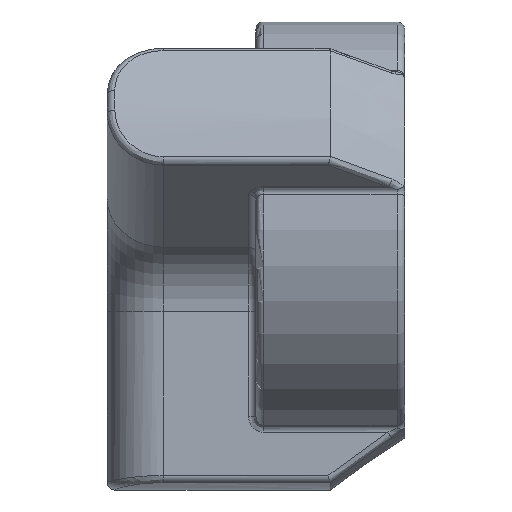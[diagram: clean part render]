
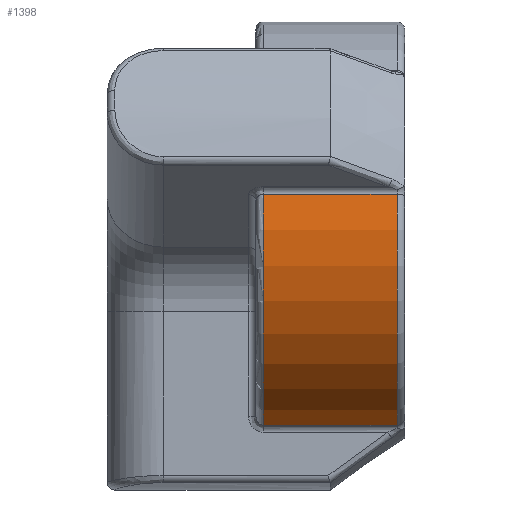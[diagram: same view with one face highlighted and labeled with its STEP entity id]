
A CAD part, left-side view. The second image highlights one B-rep face of the part: STEP entity #1398.
In plain terms, the highlighted cylindrical face has radius 35.56 mm (diameter 71.12 mm), a partial arc.
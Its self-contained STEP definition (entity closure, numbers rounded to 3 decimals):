
#1398 = ADVANCED_FACE('',(#1399),#1413,.T.);
#1399 = FACE_BOUND('',#1400,.T.);
#1400 = EDGE_LOOP('',(#1401,#1436,#1465,#1493));
#1401 = ORIENTED_EDGE('',*,*,#1402,.T.);
#1402 = EDGE_CURVE('',#1403,#1405,#1407,.T.);
#1403 = VERTEX_POINT('',#1404);
#1404 = CARTESIAN_POINT('',(-12.262,24.13,-33.379));
#1405 = VERTEX_POINT('',#1406);
#1406 = CARTESIAN_POINT('',(-12.262,1.27,-33.379));
#1407 = SURFACE_CURVE('',#1408,(#1412,#1424),.PCURVE_S1.);
#1408 = LINE('',#1409,#1410);
#1409 = CARTESIAN_POINT('',(-12.262,0.,-33.379));
#1410 = VECTOR('',#1411,1.);
#1411 = DIRECTION('',(0.,-1.,0.));
#1412 = PCURVE('',#1413,#1418);
#1413 = CYLINDRICAL_SURFACE('',#1414,35.56);
#1414 = AXIS2_PLACEMENT_3D('',#1415,#1416,#1417);
#1415 = CARTESIAN_POINT('',(0.,0.,0.));
#1416 = DIRECTION('',(0.,1.,0.));
#1417 = DIRECTION('',(0.,0.,1.));
#1418 = DEFINITIONAL_REPRESENTATION('',(#1419),#1423);
#1419 = LINE('',#1420,#1421);
#1420 = CARTESIAN_POINT('',(3.494,0.));
#1421 = VECTOR('',#1422,1.);
#1422 = DIRECTION('',(0.,-1.));
#1423 = ( GEOMETRIC_REPRESENTATION_CONTEXT(2) 
PARAMETRIC_REPRESENTATION_CONTEXT() REPRESENTATION_CONTEXT('2D SPACE',''
  ) );
#1424 = PCURVE('',#1425,#1430);
#1425 = CYLINDRICAL_SURFACE('',#1426,1.27);
#1426 = AXIS2_PLACEMENT_3D('',#1427,#1428,#1429);
#1427 = CARTESIAN_POINT('',(-12.7,0.,-34.571));
#1428 = DIRECTION('',(0.,1.,0.));
#1429 = DIRECTION('',(0.,0.,1.));
#1430 = DEFINITIONAL_REPRESENTATION('',(#1431),#1435);
#1431 = LINE('',#1432,#1433);
#1432 = CARTESIAN_POINT('',(0.352,0.));
#1433 = VECTOR('',#1434,1.);
#1434 = DIRECTION('',(0.,-1.));
#1435 = ( GEOMETRIC_REPRESENTATION_CONTEXT(2) 
PARAMETRIC_REPRESENTATION_CONTEXT() REPRESENTATION_CONTEXT('2D SPACE',''
  ) );
#1436 = ORIENTED_EDGE('',*,*,#1437,.T.);
#1437 = EDGE_CURVE('',#1405,#1438,#1440,.T.);
#1438 = VERTEX_POINT('',#1439);
#1439 = CARTESIAN_POINT('',(-35.038,1.27,6.07));
#1440 = SURFACE_CURVE('',#1441,(#1446,#1453),.PCURVE_S1.);
#1441 = CIRCLE('',#1442,35.56);
#1442 = AXIS2_PLACEMENT_3D('',#1443,#1444,#1445);
#1443 = CARTESIAN_POINT('',(0.,1.27,0.));
#1444 = DIRECTION('',(0.,1.,0.));
#1445 = DIRECTION('',(0.,0.,-1.));
#1446 = PCURVE('',#1413,#1447);
#1447 = DEFINITIONAL_REPRESENTATION('',(#1448),#1452);
#1448 = LINE('',#1449,#1450);
#1449 = CARTESIAN_POINT('',(3.142,1.27));
#1450 = VECTOR('',#1451,1.);
#1451 = DIRECTION('',(1.,0.));
#1452 = ( GEOMETRIC_REPRESENTATION_CONTEXT(2) 
PARAMETRIC_REPRESENTATION_CONTEXT() REPRESENTATION_CONTEXT('2D SPACE',''
  ) );
#1453 = PCURVE('',#1454,#1459);
#1454 = TOROIDAL_SURFACE('',#1455,34.29,1.27);
#1455 = AXIS2_PLACEMENT_3D('',#1456,#1457,#1458);
#1456 = CARTESIAN_POINT('',(0.,1.27,0.));
#1457 = DIRECTION('',(0.,-1.,0.));
#1458 = DIRECTION('',(0.,0.,-1.));
#1459 = DEFINITIONAL_REPRESENTATION('',(#1460),#1464);
#1460 = LINE('',#1461,#1462);
#1461 = CARTESIAN_POINT('',(6.283,0.));
#1462 = VECTOR('',#1463,1.);
#1463 = DIRECTION('',(-1.,0.));
#1464 = ( GEOMETRIC_REPRESENTATION_CONTEXT(2) 
PARAMETRIC_REPRESENTATION_CONTEXT() REPRESENTATION_CONTEXT('2D SPACE',''
  ) );
#1465 = ORIENTED_EDGE('',*,*,#1466,.T.);
#1466 = EDGE_CURVE('',#1438,#1467,#1469,.T.);
#1467 = VERTEX_POINT('',#1468);
#1468 = CARTESIAN_POINT('',(-35.038,24.13,6.07));
#1469 = SURFACE_CURVE('',#1470,(#1474,#1481),.PCURVE_S1.);
#1470 = LINE('',#1471,#1472);
#1471 = CARTESIAN_POINT('',(-35.038,0.,6.07));
#1472 = VECTOR('',#1473,1.);
#1473 = DIRECTION('',(0.,1.,0.));
#1474 = PCURVE('',#1413,#1475);
#1475 = DEFINITIONAL_REPRESENTATION('',(#1476),#1480);
#1476 = LINE('',#1477,#1478);
#1477 = CARTESIAN_POINT('',(4.884,0.));
#1478 = VECTOR('',#1479,1.);
#1479 = DIRECTION('',(0.,1.));
#1480 = ( GEOMETRIC_REPRESENTATION_CONTEXT(2) 
PARAMETRIC_REPRESENTATION_CONTEXT() REPRESENTATION_CONTEXT('2D SPACE',''
  ) );
#1481 = PCURVE('',#1482,#1487);
#1482 = CYLINDRICAL_SURFACE('',#1483,1.27);
#1483 = AXIS2_PLACEMENT_3D('',#1484,#1485,#1486);
#1484 = CARTESIAN_POINT('',(-36.289,0.,6.287));
#1485 = DIRECTION('',(0.,1.,0.));
#1486 = DIRECTION('',(0.,0.,1.));
#1487 = DEFINITIONAL_REPRESENTATION('',(#1488),#1492);
#1488 = LINE('',#1489,#1490);
#1489 = CARTESIAN_POINT('',(1.742,0.));
#1490 = VECTOR('',#1491,1.);
#1491 = DIRECTION('',(0.,1.));
#1492 = ( GEOMETRIC_REPRESENTATION_CONTEXT(2) 
PARAMETRIC_REPRESENTATION_CONTEXT() REPRESENTATION_CONTEXT('2D SPACE',''
  ) );
#1493 = ORIENTED_EDGE('',*,*,#1494,.T.);
#1494 = EDGE_CURVE('',#1467,#1403,#1495,.T.);
#1495 = SURFACE_CURVE('',#1496,(#1501,#1508),.PCURVE_S1.);
#1496 = CIRCLE('',#1497,35.56);
#1497 = AXIS2_PLACEMENT_3D('',#1498,#1499,#1500);
#1498 = CARTESIAN_POINT('',(0.,24.13,0.));
#1499 = DIRECTION('',(0.,-1.,0.));
#1500 = DIRECTION('',(0.,0.,1.));
#1501 = PCURVE('',#1413,#1502);
#1502 = DEFINITIONAL_REPRESENTATION('',(#1503),#1507);
#1503 = LINE('',#1504,#1505);
#1504 = CARTESIAN_POINT('',(6.283,24.13));
#1505 = VECTOR('',#1506,1.);
#1506 = DIRECTION('',(-1.,0.));
#1507 = ( GEOMETRIC_REPRESENTATION_CONTEXT(2) 
PARAMETRIC_REPRESENTATION_CONTEXT() REPRESENTATION_CONTEXT('2D SPACE',''
  ) );
#1508 = PCURVE('',#1509,#1514);
#1509 = TOROIDAL_SURFACE('',#1510,34.29,1.27);
#1510 = AXIS2_PLACEMENT_3D('',#1511,#1512,#1513);
#1511 = CARTESIAN_POINT('',(0.,24.13,0.));
#1512 = DIRECTION('',(0.,1.,0.));
#1513 = DIRECTION('',(0.,0.,1.));
#1514 = DEFINITIONAL_REPRESENTATION('',(#1515),#1519);
#1515 = LINE('',#1516,#1517);
#1516 = CARTESIAN_POINT('',(6.283,0.));
#1517 = VECTOR('',#1518,1.);
#1518 = DIRECTION('',(-1.,0.));
#1519 = ( GEOMETRIC_REPRESENTATION_CONTEXT(2) 
PARAMETRIC_REPRESENTATION_CONTEXT() REPRESENTATION_CONTEXT('2D SPACE',''
  ) );
